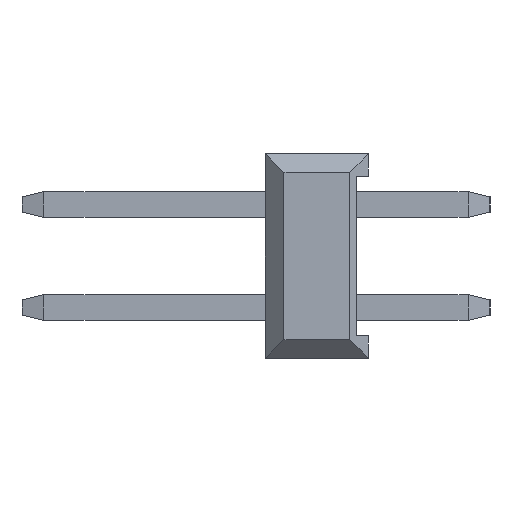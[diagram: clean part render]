
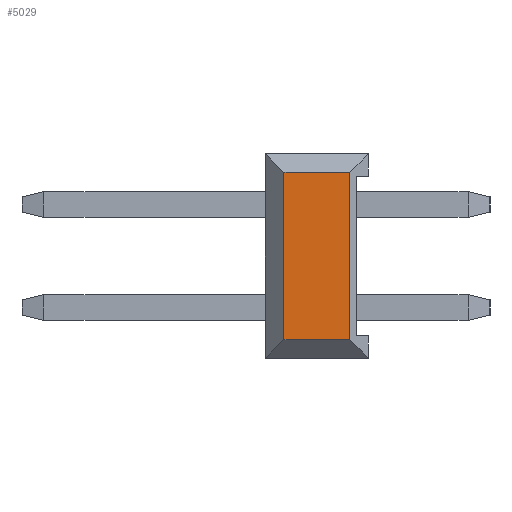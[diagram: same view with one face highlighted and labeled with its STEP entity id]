
A CAD part, left-side view. The second image highlights one B-rep face of the part: STEP entity #5029.
In plain terms, the highlighted planar face has unit normal (-1, 0, 0).
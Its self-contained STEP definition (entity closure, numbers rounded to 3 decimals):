
#3850 = VERTEX_POINT ( 'NONE', #30323 ) ;
#3851 = VERTEX_POINT ( 'NONE', #30324 ) ;
#3852 = VERTEX_POINT ( 'NONE', #30325 ) ;
#3853 = VERTEX_POINT ( 'NONE', #30326 ) ;
#5029 = ADVANCED_FACE ( 'NONE', ( #20346 ), #6485, .F. ) ;
#6485 = PLANE ( 'NONE',  #20352 ) ;
#6486 = CARTESIAN_POINT ( 'NONE',  ( -1.27, 2.54, 0.79 ) ) ;
#6487 = DIRECTION ( 'NONE',  ( 1., 0., 0. ) ) ;
#6488 = DIRECTION ( 'NONE',  ( 0., 0., -1. ) ) ;
#8393 = ORIENTED_EDGE ( 'NONE', *, *, #13195, .F. ) ;
#8394 = ORIENTED_EDGE ( 'NONE', *, *, #13191, .T. ) ;
#8395 = ORIENTED_EDGE ( 'NONE', *, *, #13194, .F. ) ;
#8396 = ORIENTED_EDGE ( 'NONE', *, *, #13197, .T. ) ;
#10735 = LINE ( 'NONE', #10736, #38411 ) ;
#10736 = CARTESIAN_POINT ( 'NONE',  ( -1.27, 2.54, -3.33 ) ) ;
#10737 = DIRECTION ( 'NONE',  ( 0., -1., 0. ) ) ;
#10741 = LINE ( 'NONE', #10742, #38413 ) ;
#10742 = CARTESIAN_POINT ( 'NONE',  ( -1.27, 2.08, -3.81 ) ) ;
#10743 = DIRECTION ( 'NONE',  ( 0., 0., 1. ) ) ;
#10744 = LINE ( 'NONE', #10745, #38414 ) ;
#10745 = CARTESIAN_POINT ( 'NONE',  ( -1.27, 2.54, 0.79 ) ) ;
#10746 = DIRECTION ( 'NONE',  ( 0., -1., 0. ) ) ;
#10747 = LINE ( 'NONE', #10748, #38415 ) ;
#10748 = CARTESIAN_POINT ( 'NONE',  ( -1.27, 0.46, -3.81 ) ) ;
#10749 = DIRECTION ( 'NONE',  ( 0., 0., 1. ) ) ;
#13191 = EDGE_CURVE ( 'NONE', #3853, #3852, #10735, .T. ) ;
#13194 = EDGE_CURVE ( 'NONE', #3853, #3851, #10741, .T. ) ;
#13195 = EDGE_CURVE ( 'NONE', #3851, #3850, #10744, .T. ) ;
#13197 = EDGE_CURVE ( 'NONE', #3852, #3850, #10747, .T. ) ;
#17048 = EDGE_LOOP ( 'NONE', ( #8393, #8395, #8394, #8396 ) ) ;
#20346 = FACE_OUTER_BOUND ( 'NONE', #17048, .T. ) ;
#20352 = AXIS2_PLACEMENT_3D ( 'NONE', #6486, #6487, #6488 ) ;
#30323 = CARTESIAN_POINT ( 'NONE',  ( -1.27, 0.46, 0.79 ) ) ;
#30324 = CARTESIAN_POINT ( 'NONE',  ( -1.27, 2.08, 0.79 ) ) ;
#30325 = CARTESIAN_POINT ( 'NONE',  ( -1.27, 0.46, -3.33 ) ) ;
#30326 = CARTESIAN_POINT ( 'NONE',  ( -1.27, 2.08, -3.33 ) ) ;
#38411 = VECTOR ( 'NONE', #10737, 1000. ) ;
#38413 = VECTOR ( 'NONE', #10743, 1000. ) ;
#38414 = VECTOR ( 'NONE', #10746, 1000. ) ;
#38415 = VECTOR ( 'NONE', #10749, 1000. ) ;
